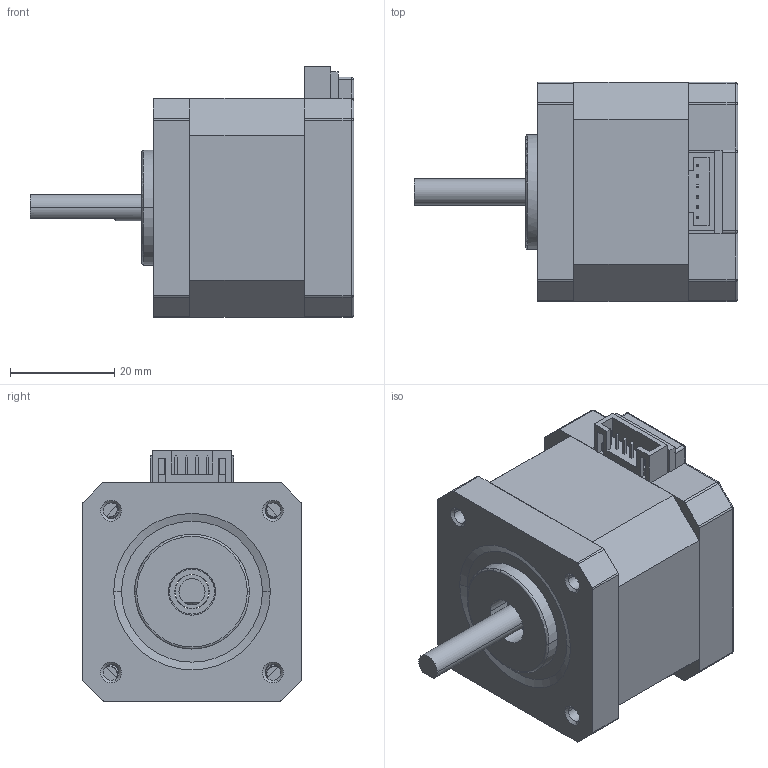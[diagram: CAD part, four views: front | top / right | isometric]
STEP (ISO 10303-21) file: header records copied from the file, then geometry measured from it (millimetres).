
FILE_DESCRIPTION(('CATIA V5 STEP Exchange','CAx-IF Rec.Pracs.--- Model Styling and Organization---1.4--- 2014-01-23'),'2;1');
FILE_NAME('NEMA17.stp','2020-03-25T12:28:15+00:00',('none'),('none'),'CATIA Version 5-6 Release 2016 SP6','CATIA V5 STEP AP214','none');
FILE_SCHEMA(('AUTOMOTIVE_DESIGN { 1 0 10303 214 1 1 1 1 }'));
Length unit declared in the file: millimetre
Products named in the file (1): NEMA17
Bounding box: 62 x 42 x 48 mm (x, y, z)
Volume: 26600 mm3; surface area: 23083.3 mm2
Topology: 20 solids, 20 shells, 423 faces, 997 edges, 621 vertices
Faces by surface type: plane 227, cylinder 120, cone 30, sphere 26, torus 20
Entity records: 12426 total; most frequent: CARTESIAN_POINT 2665, ORIENTED_EDGE 1994, DIRECTION 1755, EDGE_CURVE 997, AXIS2_PLACEMENT_3D 746, VERTEX_POINT 621, VECTOR 587, LINE 587
